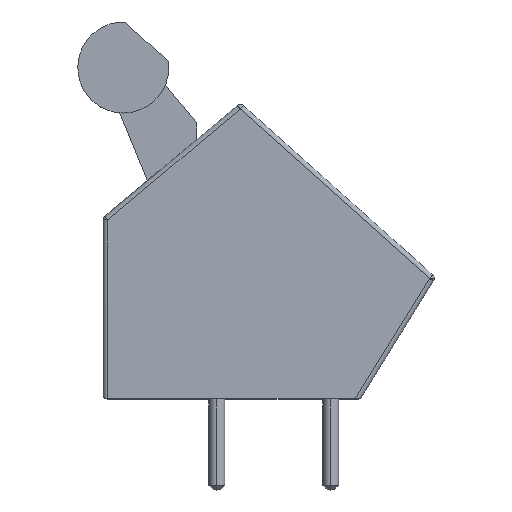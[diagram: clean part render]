
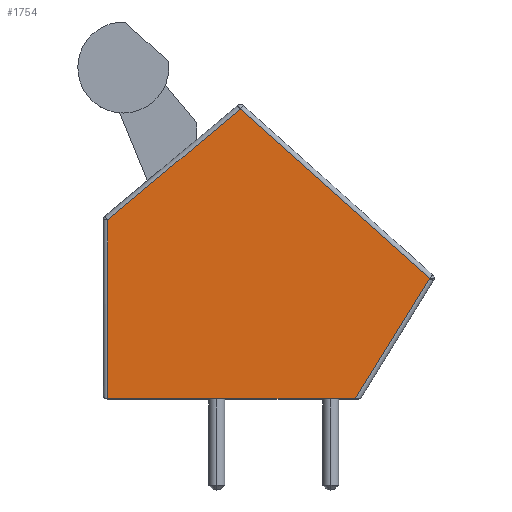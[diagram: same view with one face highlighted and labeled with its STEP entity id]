
A CAD part, top view. The second image highlights one B-rep face of the part: STEP entity #1754.
In plain terms, the highlighted planar face has unit normal (0, 0, 1).
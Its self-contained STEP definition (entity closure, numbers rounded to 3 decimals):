
#48 = ORIENTED_EDGE ( 'NONE', *, *, #1406, .T. ) ;
#78 = CARTESIAN_POINT ( 'NONE',  ( 11.312, 0., 5. ) ) ;
#106 = CARTESIAN_POINT ( 'NONE',  ( 0.2, 7.865, 5. ) ) ;
#175 = LINE ( 'NONE', #889, #1877 ) ;
#247 = FACE_OUTER_BOUND ( 'NONE', #788, .T. ) ;
#269 = ORIENTED_EDGE ( 'NONE', *, *, #2230, .T. ) ;
#280 = ORIENTED_EDGE ( 'NONE', *, *, #2302, .T. ) ;
#340 = DIRECTION ( 'NONE',  ( 0., -1., 0. ) ) ;
#540 = VECTOR ( 'NONE', #340, 1000. ) ;
#574 = VERTEX_POINT ( 'NONE', #1847 ) ;
#611 = DIRECTION ( 'NONE',  ( 0., 0., -1. ) ) ;
#661 = LINE ( 'NONE', #1379, #1365 ) ;
#688 = CARTESIAN_POINT ( 'NONE',  ( 8.021, -4.951, 5. ) ) ;
#788 = EDGE_LOOP ( 'NONE', ( #48, #1319, #1277, #269, #280 ) ) ;
#795 = DIRECTION ( 'NONE',  ( 1., 0., 0. ) ) ;
#889 = CARTESIAN_POINT ( 'NONE',  ( 9.004, 10.077, 5. ) ) ;
#891 = VECTOR ( 'NONE', #795, 1000. ) ;
#901 = CARTESIAN_POINT ( 'NONE',  ( 14.349, 5.301, 5. ) ) ;
#1230 = LINE ( 'NONE', #1943, #540 ) ;
#1277 = ORIENTED_EDGE ( 'NONE', *, *, #1916, .T. ) ;
#1319 = ORIENTED_EDGE ( 'NONE', *, *, #2283, .T. ) ;
#1329 = DIRECTION ( 'NONE',  ( -1., 0., 0. ) ) ;
#1365 = VECTOR ( 'NONE', #2094, 1000. ) ;
#1379 = CARTESIAN_POINT ( 'NONE',  ( -3.788, 4.533, 5. ) ) ;
#1402 = DIRECTION ( 'NONE',  ( 0.525, 0.851, 0. ) ) ;
#1406 = EDGE_CURVE ( 'NONE', #574, #2032, #1688, .T. ) ;
#1477 = CARTESIAN_POINT ( 'NONE',  ( 11.077, 0., 5. ) ) ;
#1499 = VERTEX_POINT ( 'NONE', #106 ) ;
#1508 = PLANE ( 'NONE',  #2309 ) ;
#1555 = VECTOR ( 'NONE', #1402, 1000. ) ;
#1608 = DIRECTION ( 'NONE',  ( -0.746, 0.666, 0. ) ) ;
#1688 = LINE ( 'NONE', #78, #891 ) ;
#1754 = ADVANCED_FACE ( 'NONE', ( #247 ), #1508, .F. ) ;
#1824 = VERTEX_POINT ( 'NONE', #2083 ) ;
#1847 = CARTESIAN_POINT ( 'NONE',  ( 0.2, 0., 5. ) ) ;
#1877 = VECTOR ( 'NONE', #1608, 1000. ) ;
#1916 = EDGE_CURVE ( 'NONE', #1938, #1824, #175, .T. ) ;
#1938 = VERTEX_POINT ( 'NONE', #901 ) ;
#1943 = CARTESIAN_POINT ( 'NONE',  ( 0.2, 0., 5. ) ) ;
#2032 = VERTEX_POINT ( 'NONE', #1477 ) ;
#2083 = CARTESIAN_POINT ( 'NONE',  ( 6.029, 12.736, 5. ) ) ;
#2094 = DIRECTION ( 'NONE',  ( -0.767, -0.641, 0. ) ) ;
#2219 = CARTESIAN_POINT ( 'NONE',  ( 0., 0., 5. ) ) ;
#2230 = EDGE_CURVE ( 'NONE', #1824, #1499, #661, .T. ) ;
#2283 = EDGE_CURVE ( 'NONE', #2032, #1938, #2292, .T. ) ;
#2292 = LINE ( 'NONE', #688, #1555 ) ;
#2302 = EDGE_CURVE ( 'NONE', #1499, #574, #1230, .T. ) ;
#2309 = AXIS2_PLACEMENT_3D ( 'NONE', #2219, #611, #1329 ) ;
